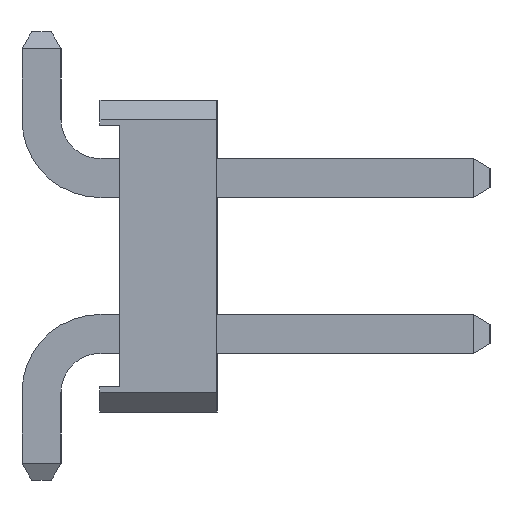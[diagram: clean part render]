
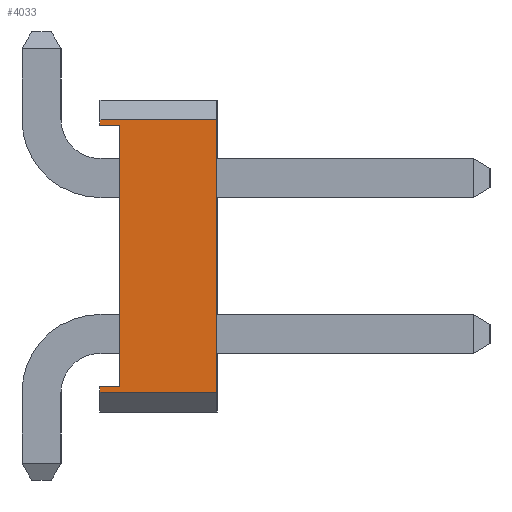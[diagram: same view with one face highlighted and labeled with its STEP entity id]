
A CAD part, left-side view. The second image highlights one B-rep face of the part: STEP entity #4033.
In plain terms, the highlighted face is planar.
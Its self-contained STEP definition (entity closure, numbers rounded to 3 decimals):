
#294=DIRECTION('',(0.,0.,1.));
#295=VECTOR('',#294,3.5);
#296=CARTESIAN_POINT('',(21.,0.,-1.75));
#297=LINE('',#296,#295);
#1074=DIRECTION('',(0.,0.,1.));
#1075=VECTOR('',#1074,0.075);
#1076=CARTESIAN_POINT('',(21.,-1.5,1.675));
#1077=LINE('',#1076,#1075);
#1078=DIRECTION('',(0.,0.,1.));
#1079=VECTOR('',#1078,0.075);
#1080=CARTESIAN_POINT('',(21.,-1.5,-1.75));
#1081=LINE('',#1080,#1079);
#1142=DIRECTION('',(0.,1.,0.));
#1143=VECTOR('',#1142,0.25);
#1144=CARTESIAN_POINT('',(21.,-1.5,1.675));
#1145=LINE('',#1144,#1143);
#1146=DIRECTION('',(0.,1.,0.));
#1147=VECTOR('',#1146,0.25);
#1148=CARTESIAN_POINT('',(21.,-1.5,-1.675));
#1149=LINE('',#1148,#1147);
#1150=DIRECTION('',(0.,0.,1.));
#1151=VECTOR('',#1150,3.35);
#1152=CARTESIAN_POINT('',(21.,-1.25,-1.675));
#1153=LINE('',#1152,#1151);
#1162=DIRECTION('',(0.,-1.,0.));
#1163=VECTOR('',#1162,1.5);
#1164=CARTESIAN_POINT('',(21.,0.,1.75));
#1165=LINE('',#1164,#1163);
#1438=DIRECTION('',(0.,-1.,0.));
#1439=VECTOR('',#1438,1.5);
#1440=CARTESIAN_POINT('',(21.,0.,-1.75));
#1441=LINE('',#1440,#1439);
#2278=CARTESIAN_POINT('',(21.,0.,1.75));
#2279=CARTESIAN_POINT('',(21.,-1.5,1.75));
#2280=VERTEX_POINT('',#2278);
#2281=VERTEX_POINT('',#2279);
#2282=CARTESIAN_POINT('',(21.,0.,-1.75));
#2283=CARTESIAN_POINT('',(21.,-1.5,-1.75));
#2284=VERTEX_POINT('',#2282);
#2285=VERTEX_POINT('',#2283);
#2298=CARTESIAN_POINT('',(21.,-1.5,1.675));
#2299=CARTESIAN_POINT('',(21.,-1.25,1.675));
#2300=VERTEX_POINT('',#2298);
#2301=VERTEX_POINT('',#2299);
#2302=CARTESIAN_POINT('',(21.,-1.5,-1.675));
#2303=CARTESIAN_POINT('',(21.,-1.25,-1.675));
#2304=VERTEX_POINT('',#2302);
#2305=VERTEX_POINT('',#2303);
#4016=CARTESIAN_POINT('',(21.,0.,-2.));
#4017=DIRECTION('',(1.,0.,0.));
#4018=DIRECTION('',(0.,0.,1.));
#4019=AXIS2_PLACEMENT_3D('',#4016,#4017,#4018);
#4020=PLANE('',#4019);
#4021=ORIENTED_EDGE('',*,*,#3829,.F.);
#4022=ORIENTED_EDGE('',*,*,#3905,.T.);
#4024=ORIENTED_EDGE('',*,*,#4023,.F.);
#4025=ORIENTED_EDGE('',*,*,#2351,.F.);
#4027=ORIENTED_EDGE('',*,*,#4026,.T.);
#4028=ORIENTED_EDGE('',*,*,#3917,.T.);
#4029=ORIENTED_EDGE('',*,*,#4009,.T.);
#4030=ORIENTED_EDGE('',*,*,#2733,.T.);
#4031=EDGE_LOOP('',(#4021,#4022,#4024,#4025,#4027,#4028,#4029,#4030));
#4032=FACE_OUTER_BOUND('',#4031,.F.);
#4033=ADVANCED_FACE('',(#4032),#4020,.T.);
#2351=EDGE_CURVE('',#2284,#2280,#297,.T.);
#2733=EDGE_CURVE('',#2305,#2301,#1153,.T.);
#3829=EDGE_CURVE('',#2300,#2301,#1145,.T.);
#3905=EDGE_CURVE('',#2300,#2281,#1077,.T.);
#3917=EDGE_CURVE('',#2285,#2304,#1081,.T.);
#4009=EDGE_CURVE('',#2304,#2305,#1149,.T.);
#4023=EDGE_CURVE('',#2280,#2281,#1165,.T.);
#4026=EDGE_CURVE('',#2284,#2285,#1441,.T.);
